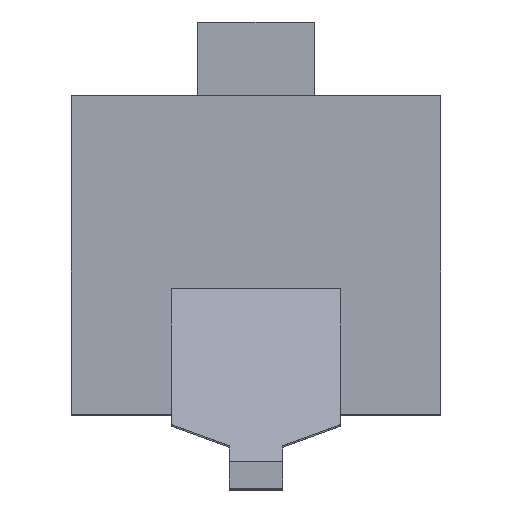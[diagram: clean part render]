
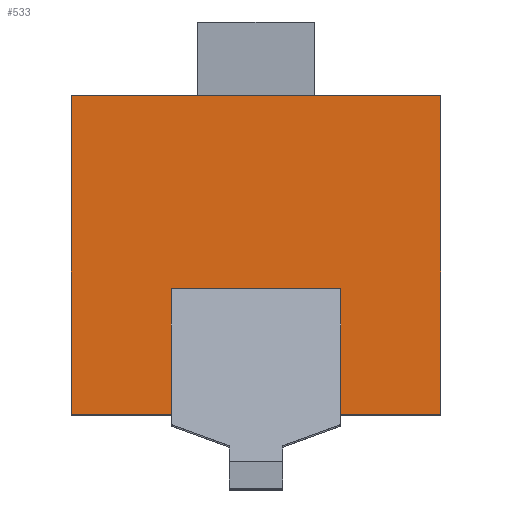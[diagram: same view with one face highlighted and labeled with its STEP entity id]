
A CAD part, top view. The second image highlights one B-rep face of the part: STEP entity #533.
In plain terms, the highlighted planar face has unit normal (0, 0, 1).
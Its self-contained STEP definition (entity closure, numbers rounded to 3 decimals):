
#9 = VERTEX_POINT ( 'NONE', #299 ) ;
#11 = ORIENTED_EDGE ( 'NONE', *, *, #75, .F. ) ;
#36 = EDGE_CURVE ( 'NONE', #42, #9, #425, .T. ) ;
#42 = VERTEX_POINT ( 'NONE', #442 ) ;
#43 = VERTEX_POINT ( 'NONE', #446 ) ;
#75 = EDGE_CURVE ( 'NONE', #1437, #43, #547, .T. ) ;
#103 = EDGE_CURVE ( 'NONE', #570, #1366, #764, .T. ) ;
#104 = EDGE_CURVE ( 'NONE', #43, #123, #774, .T. ) ;
#117 = ORIENTED_EDGE ( 'NONE', *, *, #1003, .T. ) ;
#123 = VERTEX_POINT ( 'NONE', #969 ) ;
#135 = ORIENTED_EDGE ( 'NONE', *, *, #210, .T. ) ;
#146 = EDGE_CURVE ( 'NONE', #9, #1366, #1041, .T. ) ;
#149 = ORIENTED_EDGE ( 'NONE', *, *, #1465, .T. ) ;
#158 = ORIENTED_EDGE ( 'NONE', *, *, #103, .T. ) ;
#210 = EDGE_CURVE ( 'NONE', #1437, #391, #702, .T. ) ;
#255 = FACE_BOUND ( 'NONE', #1425, .T. ) ;
#256 = FACE_OUTER_BOUND ( 'NONE', #1392, .T. ) ;
#272 = PLANE ( 'NONE',  #273 ) ;
#273 = AXIS2_PLACEMENT_3D ( 'NONE', #274, #275, #276 ) ;
#274 = CARTESIAN_POINT ( 'NONE',  ( -1.74, 3.7, 3.1 ) ) ;
#275 = DIRECTION ( 'NONE',  ( 0., 0., -1. ) ) ;
#276 = DIRECTION ( 'NONE',  ( -1., 0., 0. ) ) ;
#299 = CARTESIAN_POINT ( 'NONE',  ( 0.8, 1.88, 3.1 ) ) ;
#306 = CARTESIAN_POINT ( 'NONE',  ( -0.8, 1.63, 3.1 ) ) ;
#391 = VERTEX_POINT ( 'NONE', #876 ) ;
#425 = LINE ( 'NONE', #427, #428 ) ;
#427 = CARTESIAN_POINT ( 'NONE',  ( 0.8, 1.88, 3.1 ) ) ;
#428 = VECTOR ( 'NONE', #429, 1000. ) ;
#429 = DIRECTION ( 'NONE',  ( 0., 1., 0. ) ) ;
#442 = CARTESIAN_POINT ( 'NONE',  ( 0.8, 1.63, 3.1 ) ) ;
#446 = CARTESIAN_POINT ( 'NONE',  ( 1.74, 3.7, 3.1 ) ) ;
#483 = LINE ( 'NONE', #484, #485 ) ;
#484 = CARTESIAN_POINT ( 'NONE',  ( 0.8, 1.63, 3.1 ) ) ;
#485 = VECTOR ( 'NONE', #486, 1000. ) ;
#486 = DIRECTION ( 'NONE',  ( -1., 0., 0. ) ) ;
#533 = ADVANCED_FACE ( 'NONE', ( #255, #256 ), #272, .F. ) ;
#547 = LINE ( 'NONE', #548, #549 ) ;
#548 = CARTESIAN_POINT ( 'NONE',  ( -1.74, 3.7, 3.1 ) ) ;
#549 = VECTOR ( 'NONE', #550, 1000. ) ;
#550 = DIRECTION ( 'NONE',  ( 1., 0., 0. ) ) ;
#554 = CARTESIAN_POINT ( 'NONE',  ( -1.74, 3.7, 3.1 ) ) ;
#570 = VERTEX_POINT ( 'NONE', #306 ) ;
#702 = LINE ( 'NONE', #703, #704 ) ;
#703 = CARTESIAN_POINT ( 'NONE',  ( -1.74, 3.7, 3.1 ) ) ;
#704 = VECTOR ( 'NONE', #705, 1000. ) ;
#705 = DIRECTION ( 'NONE',  ( 0., -1., 0. ) ) ;
#736 = CARTESIAN_POINT ( 'NONE',  ( -0.8, 1.88, 3.1 ) ) ;
#764 = LINE ( 'NONE', #765, #766 ) ;
#765 = CARTESIAN_POINT ( 'NONE',  ( -0.8, 1.88, 3.1 ) ) ;
#766 = VECTOR ( 'NONE', #768, 1000. ) ;
#768 = DIRECTION ( 'NONE',  ( 0., 1., 0. ) ) ;
#769 = LINE ( 'NONE', #770, #771 ) ;
#770 = CARTESIAN_POINT ( 'NONE',  ( -1.74, 0.7, 3.1 ) ) ;
#771 = VECTOR ( 'NONE', #772, 1000. ) ;
#772 = DIRECTION ( 'NONE',  ( 1., 0., 0. ) ) ;
#774 = LINE ( 'NONE', #775, #776 ) ;
#775 = CARTESIAN_POINT ( 'NONE',  ( 1.74, 3.7, 3.1 ) ) ;
#776 = VECTOR ( 'NONE', #777, 1000. ) ;
#777 = DIRECTION ( 'NONE',  ( 0., -1., 0. ) ) ;
#876 = CARTESIAN_POINT ( 'NONE',  ( -1.74, 0.7, 3.1 ) ) ;
#969 = CARTESIAN_POINT ( 'NONE',  ( 1.74, 0.7, 3.1 ) ) ;
#1003 = EDGE_CURVE ( 'NONE', #42, #570, #483, .T. ) ;
#1041 = LINE ( 'NONE', #1042, #1043 ) ;
#1042 = CARTESIAN_POINT ( 'NONE',  ( 0.8, 1.88, 3.1 ) ) ;
#1043 = VECTOR ( 'NONE', #1044, 1000. ) ;
#1044 = DIRECTION ( 'NONE',  ( -1., 0., 0. ) ) ;
#1366 = VERTEX_POINT ( 'NONE', #736 ) ;
#1392 = EDGE_LOOP ( 'NONE', ( #149, #1498, #11, #135 ) ) ;
#1425 = EDGE_LOOP ( 'NONE', ( #117, #158, #1449, #1484 ) ) ;
#1437 = VERTEX_POINT ( 'NONE', #554 ) ;
#1449 = ORIENTED_EDGE ( 'NONE', *, *, #146, .F. ) ;
#1465 = EDGE_CURVE ( 'NONE', #391, #123, #769, .T. ) ;
#1484 = ORIENTED_EDGE ( 'NONE', *, *, #36, .F. ) ;
#1498 = ORIENTED_EDGE ( 'NONE', *, *, #104, .F. ) ;
